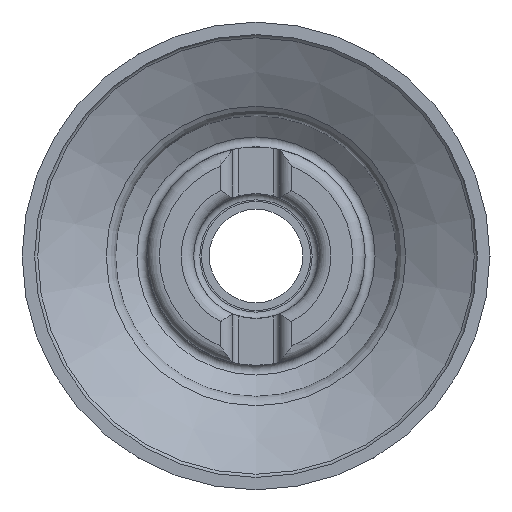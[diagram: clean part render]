
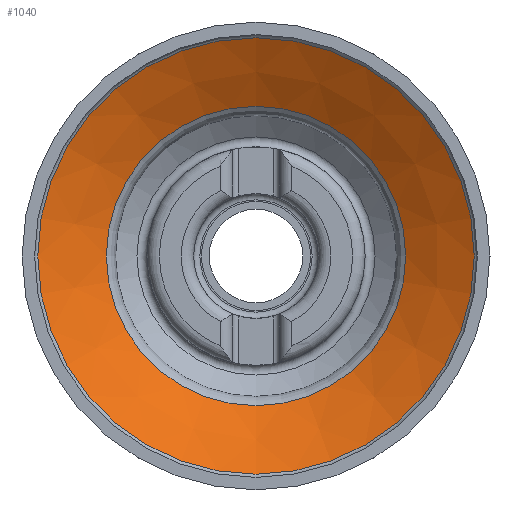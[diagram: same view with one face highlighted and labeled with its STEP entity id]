
A CAD part, front view. The second image highlights one B-rep face of the part: STEP entity #1040.
In plain terms, the highlighted conical face has half-angle 60 degrees and reference radius 7 mm.
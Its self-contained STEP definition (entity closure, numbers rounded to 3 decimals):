
#28=CONICAL_SURFACE('',#1164,7.,1.047);
#259=ORIENTED_EDGE('',*,*,#513,.F.);
#260=ORIENTED_EDGE('',*,*,#512,.T.);
#512=EDGE_CURVE('',#638,#638,#710,.T.);
#513=EDGE_CURVE('',#639,#639,#711,.T.);
#638=VERTEX_POINT('',#1795);
#639=VERTEX_POINT('',#1798);
#710=CIRCLE('',#1163,7.);
#711=CIRCLE('',#1165,4.8);
#780=EDGE_LOOP('',(#259));
#781=EDGE_LOOP('',(#260));
#902=FACE_BOUND('',#780,.T.);
#903=FACE_BOUND('',#781,.T.);
#1040=ADVANCED_FACE('',(#902,#903),#28,.F.);
#1163=AXIS2_PLACEMENT_3D('',#1794,#1371,#1372);
#1164=AXIS2_PLACEMENT_3D('',#1796,#1373,#1374);
#1165=AXIS2_PLACEMENT_3D('',#1797,#1375,#1376);
#1371=DIRECTION('',(0.,-1.,0.));
#1372=DIRECTION('',(0.,0.,-1.));
#1373=DIRECTION('',(0.,-1.,0.));
#1374=DIRECTION('',(0.,0.,-1.));
#1375=DIRECTION('',(0.,-1.,0.));
#1376=DIRECTION('',(0.,0.,-1.));
#1794=CARTESIAN_POINT('',(0.,0.51,0.));
#1795=CARTESIAN_POINT('',(0.,0.51,-7.));
#1796=CARTESIAN_POINT('',(0.,0.51,0.));
#1797=CARTESIAN_POINT('',(0.,1.78,0.));
#1798=CARTESIAN_POINT('',(0.,1.78,-4.8));
